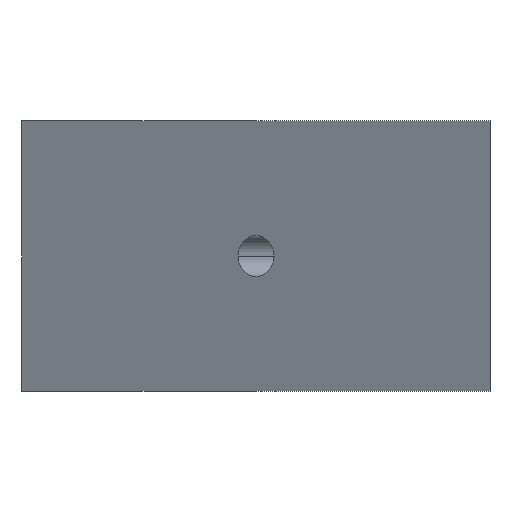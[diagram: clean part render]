
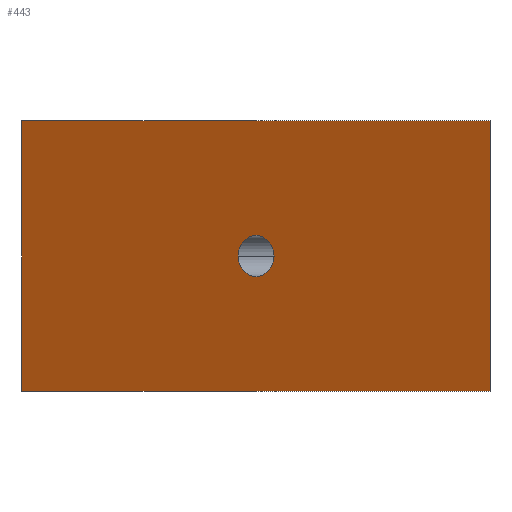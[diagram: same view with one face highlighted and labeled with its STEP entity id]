
A CAD part, left-side view. The second image highlights one B-rep face of the part: STEP entity #443.
In plain terms, the highlighted planar face has unit normal (-0.866, 0.5, 0).
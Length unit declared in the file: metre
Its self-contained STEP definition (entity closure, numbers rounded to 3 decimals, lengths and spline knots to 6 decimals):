
#3 = VECTOR ( 'NONE', #267, 1. ) ;
#6 = VERTEX_POINT ( 'NONE', #126 ) ;
#9 = CIRCLE ( 'NONE', #100, 0.01905 ) ;
#16 = DIRECTION ( 'NONE',  ( 0.5, 0.866, 0. ) ) ;
#19 = PLANE ( 'NONE',  #105 ) ;
#35 = CARTESIAN_POINT ( 'NONE',  ( -0.25, 0., 0.25 ) ) ;
#44 = CARTESIAN_POINT ( 'NONE',  ( -0.125, 0.216506, 0.125 ) ) ;
#54 = VERTEX_POINT ( 'NONE', #339 ) ;
#57 = VERTEX_POINT ( 'NONE', #35 ) ;
#80 = CARTESIAN_POINT ( 'NONE',  ( -0.125, 0.216506, 0.125 ) ) ;
#83 = DIRECTION ( 'NONE',  ( -0.5, -0.866, 0. ) ) ;
#84 = EDGE_CURVE ( 'NONE', #6, #250, #439, .T. ) ;
#100 = AXIS2_PLACEMENT_3D ( 'NONE', #44, #351, #225 ) ;
#105 = AXIS2_PLACEMENT_3D ( 'NONE', #258, #391, #83 ) ;
#108 = EDGE_CURVE ( 'NONE', #442, #250, #248, .T. ) ;
#111 = ORIENTED_EDGE ( 'NONE', *, *, #117, .F. ) ;
#113 = LINE ( 'NONE', #181, #142 ) ;
#116 = CARTESIAN_POINT ( 'NONE',  ( -0.25, 0., 0. ) ) ;
#117 = EDGE_CURVE ( 'NONE', #310, #54, #9, .T. ) ;
#126 = CARTESIAN_POINT ( 'NONE',  ( 0., 0.433013, 0.25 ) ) ;
#129 = EDGE_CURVE ( 'NONE', #57, #6, #156, .T. ) ;
#131 = CARTESIAN_POINT ( 'NONE',  ( 0., 0.433013, 0.25 ) ) ;
#142 = VECTOR ( 'NONE', #360, 1. ) ;
#151 = VECTOR ( 'NONE', #16, 1. ) ;
#156 = LINE ( 'NONE', #289, #151 ) ;
#176 = EDGE_CURVE ( 'NONE', #54, #310, #403, .T. ) ;
#179 = ORIENTED_EDGE ( 'NONE', *, *, #313, .F. ) ;
#181 = CARTESIAN_POINT ( 'NONE',  ( -0.25, 0., 0.25 ) ) ;
#190 = FACE_BOUND ( 'NONE', #206, .T. ) ;
#206 = EDGE_LOOP ( 'NONE', ( #218, #111 ) ) ;
#218 = ORIENTED_EDGE ( 'NONE', *, *, #176, .F. ) ;
#225 = DIRECTION ( 'NONE',  ( -0.5, -0.866, 0. ) ) ;
#230 = DIRECTION ( 'NONE',  ( -0.5, -0.866, 0. ) ) ;
#240 = VECTOR ( 'NONE', #359, 1. ) ;
#248 = LINE ( 'NONE', #296, #240 ) ;
#250 = VERTEX_POINT ( 'NONE', #293 ) ;
#258 = CARTESIAN_POINT ( 'NONE',  ( -0.25, 0., 0.25 ) ) ;
#267 = DIRECTION ( 'NONE',  ( 0., 0., -1. ) ) ;
#280 = EDGE_LOOP ( 'NONE', ( #392, #179, #404, #333 ) ) ;
#289 = CARTESIAN_POINT ( 'NONE',  ( -0.25, 0., 0.25 ) ) ;
#293 = CARTESIAN_POINT ( 'NONE',  ( 0., 0.433013, 0. ) ) ;
#296 = CARTESIAN_POINT ( 'NONE',  ( -0.25, 0., 0. ) ) ;
#310 = VERTEX_POINT ( 'NONE', #324 ) ;
#313 = EDGE_CURVE ( 'NONE', #57, #442, #113, .T. ) ;
#320 = FACE_OUTER_BOUND ( 'NONE', #280, .T. ) ;
#324 = CARTESIAN_POINT ( 'NONE',  ( -0.115475, 0.233004, 0.125 ) ) ;
#333 = ORIENTED_EDGE ( 'NONE', *, *, #84, .T. ) ;
#339 = CARTESIAN_POINT ( 'NONE',  ( -0.134525, 0.200009, 0.125 ) ) ;
#351 = DIRECTION ( 'NONE',  ( -0.866, 0.5, 0. ) ) ;
#359 = DIRECTION ( 'NONE',  ( 0.5, 0.866, 0. ) ) ;
#360 = DIRECTION ( 'NONE',  ( 0., 0., -1. ) ) ;
#391 = DIRECTION ( 'NONE',  ( -0.866, 0.5, 0. ) ) ;
#392 = ORIENTED_EDGE ( 'NONE', *, *, #108, .F. ) ;
#403 = CIRCLE ( 'NONE', #423, 0.01905 ) ;
#404 = ORIENTED_EDGE ( 'NONE', *, *, #129, .T. ) ;
#423 = AXIS2_PLACEMENT_3D ( 'NONE', #80, #434, #230 ) ;
#434 = DIRECTION ( 'NONE',  ( -0.866, 0.5, 0. ) ) ;
#439 = LINE ( 'NONE', #131, #3 ) ;
#442 = VERTEX_POINT ( 'NONE', #116 ) ;
#443 = ADVANCED_FACE ( 'NONE', ( #190, #320 ), #19, .T. ) ;
